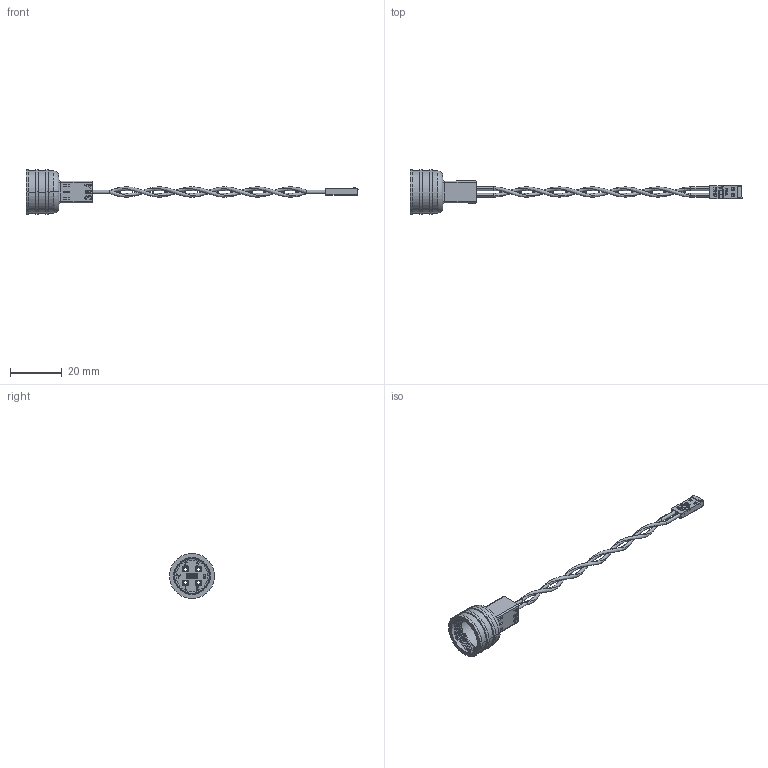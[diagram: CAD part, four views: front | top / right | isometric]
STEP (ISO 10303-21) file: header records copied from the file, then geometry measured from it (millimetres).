
FILE_DESCRIPTION (( 'STEP AP203' ), '1' );
FILE_NAME ('CNX_460 _ 02 _ _ XX.STEP', '2019-06-06T22:30:58', ( '' ), ( '' ), 'SwSTEP 2.0', 'SolidWorks 2018', '' );
FILE_SCHEMA (( 'CONFIG_CONTROL_DESIGN' ));
Length unit declared in the file: inch
Products named in the file (5): 460 700; 450 302 Rev002_450 302; 450 001 Rev003_Crimped; CNX_460 _ 02 _ _ XX; _24 AWG, Twisted Wire 2 Parallel Ends_04"
Assembly tree (8 placements, depth 2):
  CNX_460 _ 02 _ _ XX
    460 700
    450 302 Rev002_450 302
    450 001 Rev003_Crimped  x4
    _24 AWG, Twisted Wire 2 Parallel Ends_04"  x2
Bounding box: 128.47 x 17.4 x 17.4 mm (x, y, z)
Volume: 1923.1 mm3; surface area: 4505.5 mm2
Topology: 18 solids, 18 shells, 1373 faces, 3636 edges, 2362 vertices
Faces by surface type: plane 886, bspline 242, cylinder 199, cone 24, torus 18, sphere 4
Entity records: 39280 total; most frequent: CARTESIAN_POINT 18528, ORIENTED_EDGE 4560, DIRECTION 3394, EDGE_CURVE 2280, LINE 1600, VECTOR 1600, VERTEX_POINT 1486, EDGE_LOOP 978
